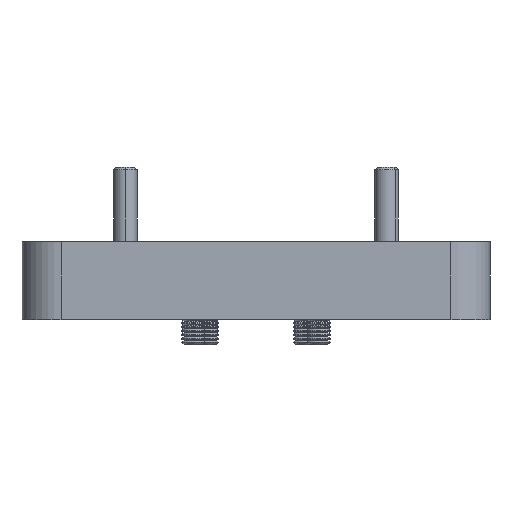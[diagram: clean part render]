
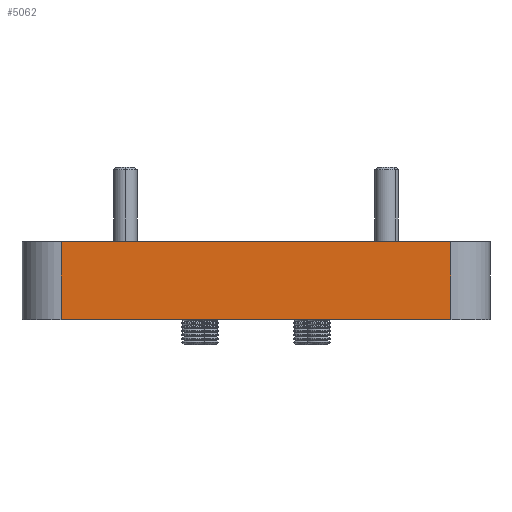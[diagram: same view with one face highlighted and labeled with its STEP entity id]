
A CAD part, left-side view. The second image highlights one B-rep face of the part: STEP entity #5062.
In plain terms, the highlighted planar face has unit normal (-1, 0, 0).
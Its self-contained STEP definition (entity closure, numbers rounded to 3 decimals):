
#90 = VERTEX_POINT ( 'NONE', #180 ) ;
#180 = CARTESIAN_POINT ( 'NONE',  ( -144., -50., 0. ) ) ;
#483 = DIRECTION ( 'NONE',  ( 0., 0., 1. ) ) ;
#484 = VECTOR ( 'NONE', #483, 1000. ) ;
#490 = VERTEX_POINT ( 'NONE', #5459 ) ;
#524 = DIRECTION ( 'NONE',  ( 0., 0., -1. ) ) ;
#1342 = FACE_OUTER_BOUND ( 'NONE', #3002, .T. ) ;
#1442 = ORIENTED_EDGE ( 'NONE', *, *, #5921, .T. ) ;
#1476 = DIRECTION ( 'NONE',  ( 1., 0., 0. ) ) ;
#1882 = DIRECTION ( 'NONE',  ( 0., 0., -1. ) ) ;
#2019 = CARTESIAN_POINT ( 'NONE',  ( -144., -60., 20. ) ) ;
#2247 = ORIENTED_EDGE ( 'NONE', *, *, #3234, .F. ) ;
#2383 = VECTOR ( 'NONE', #7501, 1000. ) ;
#2969 = CARTESIAN_POINT ( 'NONE',  ( -144., -60., 20. ) ) ;
#2994 = LINE ( 'NONE', #6021, #2383 ) ;
#3002 = EDGE_LOOP ( 'NONE', ( #2247, #1442, #6985, #7985 ) ) ;
#3234 = EDGE_CURVE ( 'NONE', #490, #6272, #7879, .T. ) ;
#3722 = EDGE_CURVE ( 'NONE', #3859, #90, #2994, .T. ) ;
#3859 = VERTEX_POINT ( 'NONE', #5373 ) ;
#3918 = LINE ( 'NONE', #4845, #484 ) ;
#4105 = LINE ( 'NONE', #7809, #5421 ) ;
#4845 = CARTESIAN_POINT ( 'NONE',  ( -144., -50., 20. ) ) ;
#5062 = ADVANCED_FACE ( 'NONE', ( #1342 ), #7026, .F. ) ;
#5373 = CARTESIAN_POINT ( 'NONE',  ( -144., 50., 0. ) ) ;
#5421 = VECTOR ( 'NONE', #524, 1000. ) ;
#5459 = CARTESIAN_POINT ( 'NONE',  ( -144., 50., 20. ) ) ;
#5741 = CARTESIAN_POINT ( 'NONE',  ( -144., -50., 20. ) ) ;
#5921 = EDGE_CURVE ( 'NONE', #490, #3859, #4105, .T. ) ;
#6021 = CARTESIAN_POINT ( 'NONE',  ( -144., -60., 0. ) ) ;
#6272 = VERTEX_POINT ( 'NONE', #5741 ) ;
#6985 = ORIENTED_EDGE ( 'NONE', *, *, #3722, .T. ) ;
#7026 = PLANE ( 'NONE',  #7197 ) ;
#7197 = AXIS2_PLACEMENT_3D ( 'NONE', #2019, #1476, #1882 ) ;
#7203 = DIRECTION ( 'NONE',  ( 0., -1., 0. ) ) ;
#7501 = DIRECTION ( 'NONE',  ( 0., -1., 0. ) ) ;
#7653 = VECTOR ( 'NONE', #7203, 1000. ) ;
#7809 = CARTESIAN_POINT ( 'NONE',  ( -144., 50., 20. ) ) ;
#7879 = LINE ( 'NONE', #2969, #7653 ) ;
#7985 = ORIENTED_EDGE ( 'NONE', *, *, #8153, .T. ) ;
#8153 = EDGE_CURVE ( 'NONE', #90, #6272, #3918, .T. ) ;
